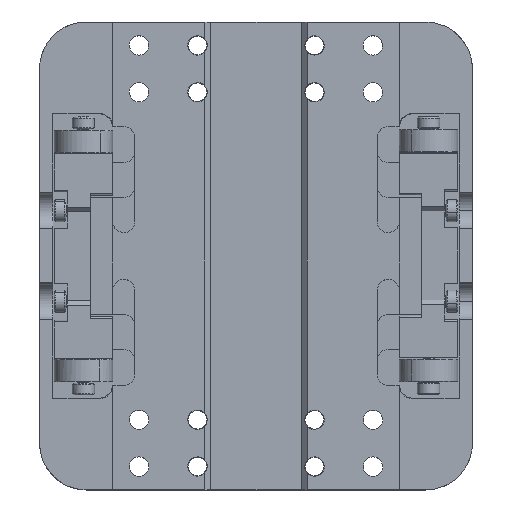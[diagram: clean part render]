
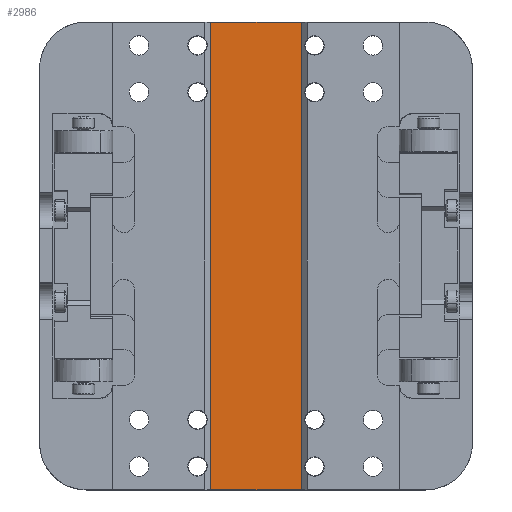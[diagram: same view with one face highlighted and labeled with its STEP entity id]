
A CAD part, top view. The second image highlights one B-rep face of the part: STEP entity #2986.
In plain terms, the highlighted free-form (B-spline) face has degree [1, 1] with [2, 2] control points.
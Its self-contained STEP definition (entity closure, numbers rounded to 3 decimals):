
#2776 = VERTEX_POINT('',#2777);
#2777 = CARTESIAN_POINT('',(-10.504,54.217,
    7.048));
#2782 = EDGE_CURVE('',#2776,#2783,#2785,.T.);
#2783 = VERTEX_POINT('',#2784);
#2784 = CARTESIAN_POINT('',(10.504,54.217,7.048
    ));
#2785 = B_SPLINE_CURVE_WITH_KNOTS('',1,(#2786,#2787),.UNSPECIFIED.,.F.,
  .F.,(2,2),(1.,16.5),.PIECEWISE_BEZIER_KNOTS.);
#2786 = CARTESIAN_POINT('',(-10.504,54.217,
    7.048));
#2787 = CARTESIAN_POINT('',(10.504,54.217,7.048
    ));
#2830 = VERTEX_POINT('',#2831);
#2831 = CARTESIAN_POINT('',(10.504,-54.217,7.048
    ));
#2836 = EDGE_CURVE('',#2837,#2830,#2839,.T.);
#2837 = VERTEX_POINT('',#2838);
#2838 = CARTESIAN_POINT('',(-10.504,-54.217,
    7.048));
#2839 = B_SPLINE_CURVE_WITH_KNOTS('',1,(#2840,#2841),.UNSPECIFIED.,.F.,
  .F.,(2,2),(1.,16.5),.PIECEWISE_BEZIER_KNOTS.);
#2840 = CARTESIAN_POINT('',(-10.504,-54.217,
    7.048));
#2841 = CARTESIAN_POINT('',(10.504,-54.217,7.048
    ));
#2986 = ADVANCED_FACE('',(#2987),#3001,.F.);
#2987 = FACE_BOUND('',#2988,.T.);
#2988 = EDGE_LOOP('',(#2989,#2990,#2995,#2996));
#2989 = ORIENTED_EDGE('',*,*,#2836,.T.);
#2990 = ORIENTED_EDGE('',*,*,#2991,.T.);
#2991 = EDGE_CURVE('',#2830,#2783,#2992,.T.);
#2992 = B_SPLINE_CURVE_WITH_KNOTS('',1,(#2993,#2994),.UNSPECIFIED.,.F.,
  .F.,(2,2),(-80.,0.),.PIECEWISE_BEZIER_KNOTS.);
#2993 = CARTESIAN_POINT('',(10.504,-54.217,7.048
    ));
#2994 = CARTESIAN_POINT('',(10.504,54.217,7.048
    ));
#2995 = ORIENTED_EDGE('',*,*,#2782,.F.);
#2996 = ORIENTED_EDGE('',*,*,#2997,.T.);
#2997 = EDGE_CURVE('',#2776,#2837,#2998,.T.);
#2998 = B_SPLINE_CURVE_WITH_KNOTS('',1,(#2999,#3000),.UNSPECIFIED.,.F.,
  .F.,(2,2),(-80.,0.),.PIECEWISE_BEZIER_KNOTS.);
#2999 = CARTESIAN_POINT('',(-10.504,54.217,
    7.048));
#3000 = CARTESIAN_POINT('',(-10.504,-54.217,
    7.048));
#3001 = B_SPLINE_SURFACE_WITH_KNOTS('',1,1,(
    (#3002,#3003)
    ,(#3004,#3005
    )),.UNSPECIFIED.,.F.,.F.,.F.,(2,2),(2,2),(-16.5,-1.),(-80.,0.),
  .PIECEWISE_BEZIER_KNOTS.);
#3002 = CARTESIAN_POINT('',(10.504,-54.217,7.048
    ));
#3003 = CARTESIAN_POINT('',(10.504,54.217,7.048
    ));
#3004 = CARTESIAN_POINT('',(-10.504,-54.217,
    7.048));
#3005 = CARTESIAN_POINT('',(-10.504,54.217,
    7.048));
